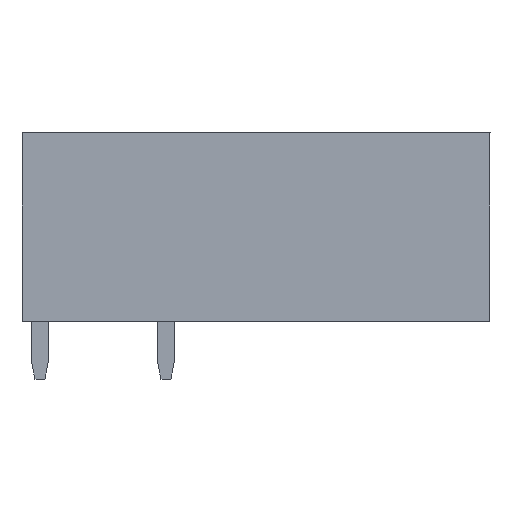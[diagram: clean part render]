
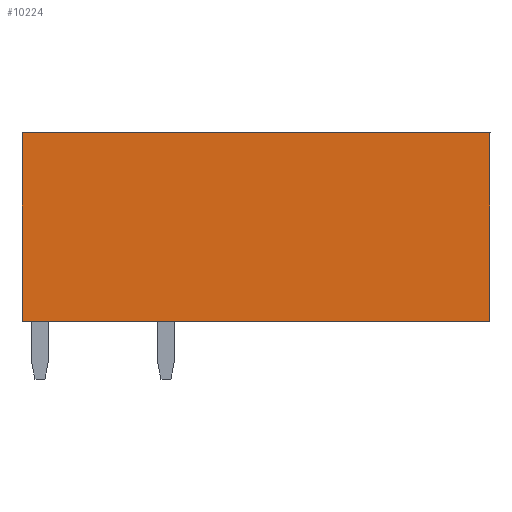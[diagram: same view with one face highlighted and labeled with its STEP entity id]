
A CAD part, left-side view. The second image highlights one B-rep face of the part: STEP entity #10224.
In plain terms, the highlighted planar face has unit normal (-1, 0, 0).
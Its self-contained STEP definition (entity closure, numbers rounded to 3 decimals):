
#10216=AXIS2_PLACEMENT_3D('Plane Axis2P3D',#10213,#10214,#10215) ;
#301=CARTESIAN_POINT('Vertex',(0.,28.3,3.5)) ;
#304=CARTESIAN_POINT('Line Origine',(0.,28.3,9.2)) ;
#308=CARTESIAN_POINT('Vertex',(0.,28.3,14.9)) ;
#630=CARTESIAN_POINT('Vertex',(0.,0.,3.5)) ;
#633=CARTESIAN_POINT('Line Origine',(0.,14.15,3.5)) ;
#858=CARTESIAN_POINT('Vertex',(0.,0.,14.9)) ;
#861=CARTESIAN_POINT('Line Origine',(0.,0.,9.2)) ;
#2863=CARTESIAN_POINT('Line Origine',(0.,14.15,14.9)) ;
#10213=CARTESIAN_POINT('Axis2P3D Location',(0.,0.,14.9)) ;
#305=DIRECTION('Vector Direction',(0.,0.,-1.)) ;
#634=DIRECTION('Vector Direction',(0.,1.,0.)) ;
#862=DIRECTION('Vector Direction',(0.,0.,-1.)) ;
#2864=DIRECTION('Vector Direction',(0.,1.,0.)) ;
#10214=DIRECTION('Axis2P3D Direction',(1.,-0.,0.)) ;
#10215=DIRECTION('Axis2P3D XDirection',(0.,0.,-1.)) ;
#306=VECTOR('Line Direction',#305,1.) ;
#635=VECTOR('Line Direction',#634,1.) ;
#863=VECTOR('Line Direction',#862,1.) ;
#2865=VECTOR('Line Direction',#2864,1.) ;
#10219=ORIENTED_EDGE('',*,*,#310,.T.) ;
#10220=ORIENTED_EDGE('',*,*,#637,.F.) ;
#10221=ORIENTED_EDGE('',*,*,#865,.F.) ;
#10222=ORIENTED_EDGE('',*,*,#2867,.T.) ;
#10224=ADVANCED_FACE('HOUSING',(#10223),#10217,.F.) ;
#310=EDGE_CURVE('',#309,#302,#307,.T.) ;
#637=EDGE_CURVE('',#631,#302,#636,.T.) ;
#865=EDGE_CURVE('',#859,#631,#864,.T.) ;
#2867=EDGE_CURVE('',#859,#309,#2866,.T.) ;
#10218=EDGE_LOOP('',(#10219,#10220,#10221,#10222)) ;
#10223=FACE_OUTER_BOUND('',#10218,.T.) ;
#307=LINE('Line',#304,#306) ;
#636=LINE('Line',#633,#635) ;
#864=LINE('Line',#861,#863) ;
#2866=LINE('Line',#2863,#2865) ;
#10217=PLANE('',#10216) ;
#302=VERTEX_POINT('',#301) ;
#309=VERTEX_POINT('',#308) ;
#631=VERTEX_POINT('',#630) ;
#859=VERTEX_POINT('',#858) ;
